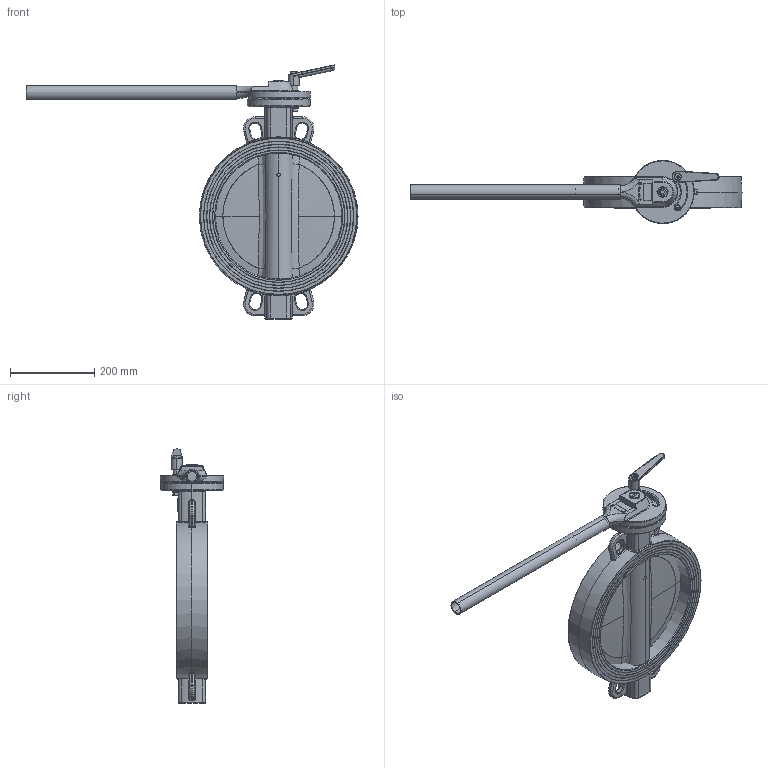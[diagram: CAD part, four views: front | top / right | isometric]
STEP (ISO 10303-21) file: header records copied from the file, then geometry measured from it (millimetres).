
FILE_DESCRIPTION(('HOOPS Exchange Step'),'2;1');
FILE_NAME('AK0813_DN300.stp','2025-08-13T13:12:18+02:00',('nieru'),('Unknown organisation'),'HOOPS Exchange 2024.2','HOOPS Exchange','Unknown authorisation');
FILE_SCHEMA( ('AP203_CONFIGURATION_CONTROLLED_3D_DESIGN_OF_MECHANICAL_PARTS_AND_ASSEMBLIES_MIM_LF') );
Length unit declared in the file: millimetre
Products named in the file (2): 0; root
Assembly tree (1 placements, depth 2):
  root
    0
Bounding box: 788.44 x 149.88 x 603.3 mm (x, y, z)
Volume: 6177750 mm3; surface area: 778121.1 mm2
Topology: 11 solids, 11 shells, 1683 faces, 4249 edges, 2600 vertices
Faces by surface type: cylinder 635, plane 528, torus 254, bspline 163, cone 90, sphere 13
Full cylindrical faces by diameter (mm): 6 x1, 8 x1, 10 x2, 20.5 x2
Entity records: 173213 total; most frequent: CARTESIAN_POINT 135700, ORIENTED_EDGE 8442, DIRECTION 6947, EDGE_CURVE 4221, AXIS2_PLACEMENT_3D 2665, VERTEX_POINT 2600, EDGE_LOOP 1761, FACE_BOUND 1761
